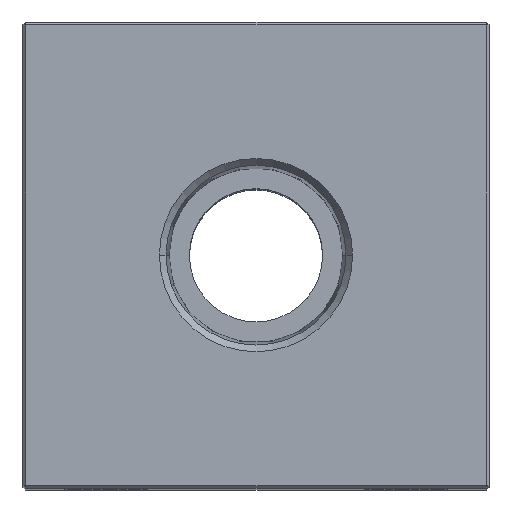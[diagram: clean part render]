
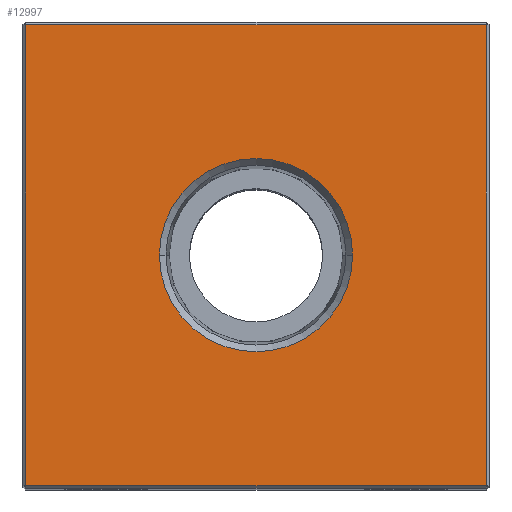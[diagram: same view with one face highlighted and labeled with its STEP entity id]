
A CAD part, top view. The second image highlights one B-rep face of the part: STEP entity #12997.
In plain terms, the highlighted planar face has unit normal (0, 0, 1).
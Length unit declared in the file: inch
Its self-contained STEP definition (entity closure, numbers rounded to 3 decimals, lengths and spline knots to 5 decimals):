
#87 = VERTEX_POINT ( 'NONE', #21460 ) ;
#1184 = VERTEX_POINT ( 'NONE', #7504 ) ;
#1581 = DIRECTION ( 'NONE',  ( 1., 0., 0. ) ) ;
#3301 = CARTESIAN_POINT ( 'NONE',  ( 0., 0., 3.75 ) ) ;
#3808 = LINE ( 'NONE', #11387, #13000 ) ;
#3956 = VERTEX_POINT ( 'NONE', #15835 ) ;
#4509 = EDGE_LOOP ( 'NONE', ( #10904, #23638 ) ) ;
#4593 = VECTOR ( 'NONE', #23957, 39.37008 ) ;
#5026 = CARTESIAN_POINT ( 'NONE',  ( 0.865, 0., 3.75 ) ) ;
#5819 = DIRECTION ( 'NONE',  ( -1., 0., 0. ) ) ;
#5820 = EDGE_CURVE ( 'NONE', #1184, #12287, #15407, .T. ) ;
#5860 = PLANE ( 'NONE',  #9871 ) ;
#6332 = ORIENTED_EDGE ( 'NONE', *, *, #21350, .T. ) ;
#7156 = DIRECTION ( 'NONE',  ( 0., 0., 1. ) ) ;
#7481 = VECTOR ( 'NONE', #5819, 39.37008 ) ;
#7504 = CARTESIAN_POINT ( 'NONE',  ( 0.865, 0.865, 3.75 ) ) ;
#9091 = EDGE_CURVE ( 'NONE', #3956, #87, #11009, .T. ) ;
#9871 = AXIS2_PLACEMENT_3D ( 'NONE', #19171, #13582, #15449 ) ;
#10634 = LINE ( 'NONE', #5026, #4593 ) ;
#10904 = ORIENTED_EDGE ( 'NONE', *, *, #9091, .F. ) ;
#11009 = CIRCLE ( 'NONE', #18984, 0.3626 ) ;
#11070 = EDGE_CURVE ( 'NONE', #12287, #12245, #3808, .T. ) ;
#11103 = ORIENTED_EDGE ( 'NONE', *, *, #5820, .T. ) ;
#11162 = CARTESIAN_POINT ( 'NONE',  ( 0., 0., 3.75 ) ) ;
#11254 = DIRECTION ( 'NONE',  ( 0., -1., 0. ) ) ;
#11387 = CARTESIAN_POINT ( 'NONE',  ( -0.865, 0., 3.75 ) ) ;
#11925 = EDGE_CURVE ( 'NONE', #87, #3956, #19367, .T. ) ;
#11958 = FACE_BOUND ( 'NONE', #4509, .T. ) ;
#12209 = VERTEX_POINT ( 'NONE', #18950 ) ;
#12245 = VERTEX_POINT ( 'NONE', #13046 ) ;
#12287 = VERTEX_POINT ( 'NONE', #20258 ) ;
#12997 = ADVANCED_FACE ( 'NONE', ( #15697, #11958 ), #5860, .F. ) ;
#13000 = VECTOR ( 'NONE', #11254, 39.37008 ) ;
#13046 = CARTESIAN_POINT ( 'NONE',  ( -0.865, -0.865, 3.75 ) ) ;
#13582 = DIRECTION ( 'NONE',  ( 0., 0., -1. ) ) ;
#14199 = AXIS2_PLACEMENT_3D ( 'NONE', #11162, #16642, #1581 ) ;
#14949 = LINE ( 'NONE', #22796, #20439 ) ;
#15407 = LINE ( 'NONE', #23007, #7481 ) ;
#15449 = DIRECTION ( 'NONE',  ( -1., 0., 0. ) ) ;
#15470 = EDGE_LOOP ( 'NONE', ( #22345, #15655, #6332, #11103 ) ) ;
#15655 = ORIENTED_EDGE ( 'NONE', *, *, #23474, .T. ) ;
#15697 = FACE_OUTER_BOUND ( 'NONE', #15470, .T. ) ;
#15835 = CARTESIAN_POINT ( 'NONE',  ( 0.3626, 0., 3.75 ) ) ;
#16642 = DIRECTION ( 'NONE',  ( 0., 0., 1. ) ) ;
#18679 = DIRECTION ( 'NONE',  ( 1., 0., 0. ) ) ;
#18851 = DIRECTION ( 'NONE',  ( 1., 0., 0. ) ) ;
#18950 = CARTESIAN_POINT ( 'NONE',  ( 0.865, -0.865, 3.75 ) ) ;
#18984 = AXIS2_PLACEMENT_3D ( 'NONE', #3301, #7156, #18851 ) ;
#19171 = CARTESIAN_POINT ( 'NONE',  ( 0., 0., 3.75 ) ) ;
#19367 = CIRCLE ( 'NONE', #14199, 0.3626 ) ;
#20258 = CARTESIAN_POINT ( 'NONE',  ( -0.865, 0.865, 3.75 ) ) ;
#20439 = VECTOR ( 'NONE', #18679, 39.37008 ) ;
#21350 = EDGE_CURVE ( 'NONE', #12209, #1184, #10634, .T. ) ;
#21460 = CARTESIAN_POINT ( 'NONE',  ( -0.3626, 0., 3.75 ) ) ;
#22345 = ORIENTED_EDGE ( 'NONE', *, *, #11070, .T. ) ;
#22796 = CARTESIAN_POINT ( 'NONE',  ( 0., -0.865, 3.75 ) ) ;
#23007 = CARTESIAN_POINT ( 'NONE',  ( 0., 0.865, 3.75 ) ) ;
#23474 = EDGE_CURVE ( 'NONE', #12245, #12209, #14949, .T. ) ;
#23638 = ORIENTED_EDGE ( 'NONE', *, *, #11925, .F. ) ;
#23957 = DIRECTION ( 'NONE',  ( 0., 1., 0. ) ) ;
